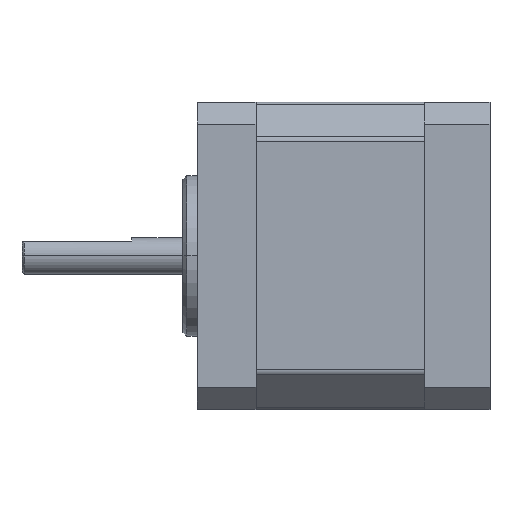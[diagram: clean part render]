
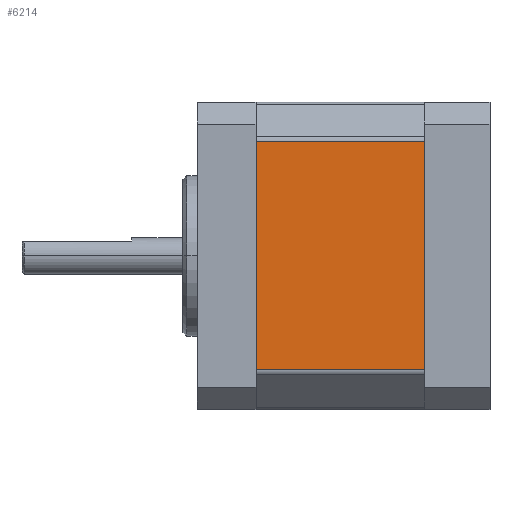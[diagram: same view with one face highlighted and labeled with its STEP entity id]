
A CAD part, top view. The second image highlights one B-rep face of the part: STEP entity #6214.
In plain terms, the highlighted planar face has unit normal (0, 0, 1).
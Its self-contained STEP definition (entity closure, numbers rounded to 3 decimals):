
#295 = DIRECTION ( 'NONE',  ( 0., 1., 0. ) ) ;
#837 = LINE ( 'NONE', #4052, #7247 ) ;
#848 = LINE ( 'NONE', #3937, #3253 ) ;
#1300 = DIRECTION ( 'NONE',  ( 0., -1., 0. ) ) ;
#1327 = DIRECTION ( 'NONE',  ( 0., 0., 1. ) ) ;
#1545 = DIRECTION ( 'NONE',  ( -1., 0., 0. ) ) ;
#1599 = EDGE_LOOP ( 'NONE', ( #5568, #4762, #7740, #3792 ) ) ;
#1764 = VECTOR ( 'NONE', #1545, 1000. ) ;
#1924 = CARTESIAN_POINT ( 'NONE',  ( -9., -21., 21. ) ) ;
#2005 = DIRECTION ( 'NONE',  ( 1., 0., 0. ) ) ;
#2092 = VERTEX_POINT ( 'NONE', #5734 ) ;
#2445 = EDGE_CURVE ( 'NONE', #5801, #2092, #6634, .T. ) ;
#2448 = PLANE ( 'NONE',  #5907 ) ;
#2450 = EDGE_CURVE ( 'NONE', #2456, #7467, #3343, .T. ) ;
#2456 = VERTEX_POINT ( 'NONE', #5850 ) ;
#2467 = CARTESIAN_POINT ( 'NONE',  ( -9., 15.586, 21. ) ) ;
#3253 = VECTOR ( 'NONE', #1300, 1000. ) ;
#3343 = LINE ( 'NONE', #4586, #5903 ) ;
#3425 = CARTESIAN_POINT ( 'NONE',  ( -9., 15.586, 21. ) ) ;
#3792 = ORIENTED_EDGE ( 'NONE', *, *, #2445, .T. ) ;
#3937 = CARTESIAN_POINT ( 'NONE',  ( -9., -21., 21. ) ) ;
#4052 = CARTESIAN_POINT ( 'NONE',  ( -32., -21., 21. ) ) ;
#4105 = CARTESIAN_POINT ( 'NONE',  ( -9., -15.586, 21. ) ) ;
#4586 = CARTESIAN_POINT ( 'NONE',  ( -9., -15.586, 21. ) ) ;
#4762 = ORIENTED_EDGE ( 'NONE', *, *, #2450, .T. ) ;
#5568 = ORIENTED_EDGE ( 'NONE', *, *, #6344, .F. ) ;
#5734 = CARTESIAN_POINT ( 'NONE',  ( -32., 15.586, 21. ) ) ;
#5801 = VERTEX_POINT ( 'NONE', #2467 ) ;
#5850 = CARTESIAN_POINT ( 'NONE',  ( -32., -15.586, 21. ) ) ;
#5903 = VECTOR ( 'NONE', #7187, 1000. ) ;
#5907 = AXIS2_PLACEMENT_3D ( 'NONE', #1924, #1327, #2005 ) ;
#6214 = ADVANCED_FACE ( 'NONE', ( #7019 ), #2448, .T. ) ;
#6344 = EDGE_CURVE ( 'NONE', #2456, #2092, #837, .T. ) ;
#6634 = LINE ( 'NONE', #3425, #1764 ) ;
#7019 = FACE_OUTER_BOUND ( 'NONE', #1599, .T. ) ;
#7187 = DIRECTION ( 'NONE',  ( 1., 0., 0. ) ) ;
#7247 = VECTOR ( 'NONE', #295, 1000. ) ;
#7443 = EDGE_CURVE ( 'NONE', #5801, #7467, #848, .T. ) ;
#7467 = VERTEX_POINT ( 'NONE', #4105 ) ;
#7740 = ORIENTED_EDGE ( 'NONE', *, *, #7443, .F. ) ;
